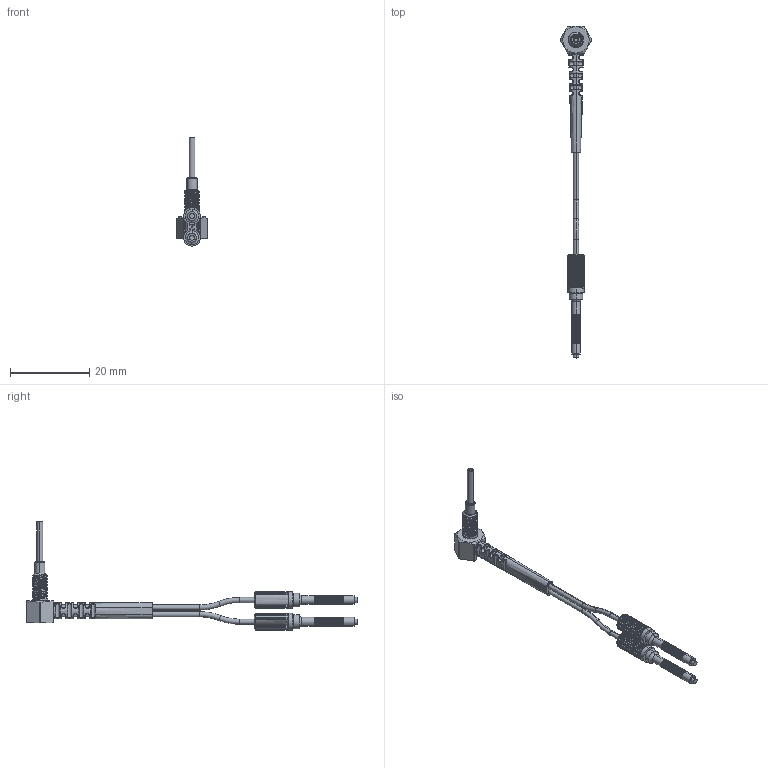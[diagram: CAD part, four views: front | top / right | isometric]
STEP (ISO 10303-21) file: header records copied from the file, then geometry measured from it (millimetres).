
FILE_DESCRIPTION((''),'2;1');
FILE_NAME('PRC4Y10-ITZ_ASM','2020-06-09T18:15:52',('Administrator'),(''),'CREO PARAMETRIC BY PTC INC, 2018400','CREO PARAMETRIC BY PTC INC, 2018400','');
FILE_SCHEMA(('AUTOMOTIVE_DESIGN { 1 0 10303 214 1 1 1 1 }'));
Length unit declared in the file: millimetre
Products named in the file (7): M4-90___0; 15-10__; 13XXX_; PRM3-13__; JW22_13__; 13XIAN__ASM; PRC4Y10-ITZ_ASM
Assembly tree (7 placements, depth 3):
  PRC4Y10-ITZ_ASM
    M4-90___0
    15-10__
    13XIAN__ASM
      13XXX_
      PRM3-13__
      JW22_13__  x2
Bounding box: 7.99 x 84 x 27.35 mm (x, y, z)
Volume: 927 mm3; surface area: 2741.9 mm2
Topology: 8 solids, 8 shells, 1151 faces, 2803 edges, 1672 vertices
Faces by surface type: cylinder 441, plane 269, bspline 217, torus 162, extrusion 46, cone 16
Entity records: 40974 total; most frequent: CARTESIAN_POINT 21144, ORIENTED_EDGE 3834, DIRECTION 3227, EDGE_CURVE 1917, AXIS2_PLACEMENT_3D 1391, VERTEX_POINT 1150, CIRCLE 853, PRESENTATION_STYLE_ASSIGNMENT 837
